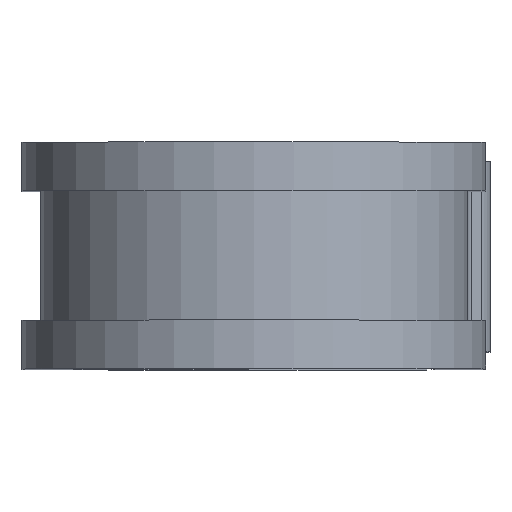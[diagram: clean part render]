
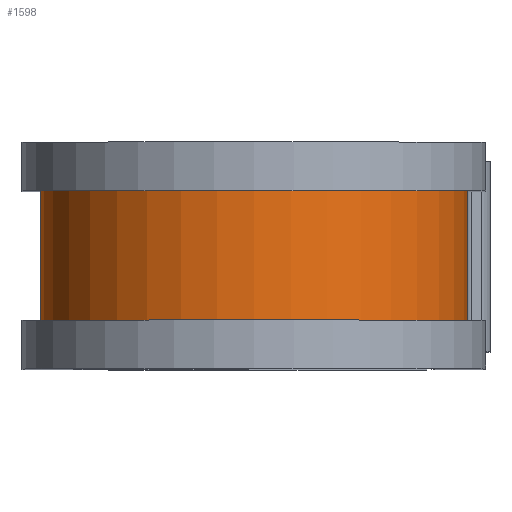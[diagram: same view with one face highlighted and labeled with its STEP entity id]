
A CAD part, top view. The second image highlights one B-rep face of the part: STEP entity #1598.
In plain terms, the highlighted cylindrical face has radius 17.818 mm (diameter 35.636 mm), a partial arc.
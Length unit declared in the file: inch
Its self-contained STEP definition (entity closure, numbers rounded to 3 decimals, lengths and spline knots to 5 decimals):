
#3 = DIRECTION ( 'NONE',  ( 0., -1., 0. ) ) ;
#57 = CARTESIAN_POINT ( 'NONE',  ( 0.7015, 0.2125, 1.187 ) ) ;
#138 = EDGE_CURVE ( 'NONE', #1077, #1600, #523, .T. ) ;
#149 = DIRECTION ( 'NONE',  ( 0., 0., -1. ) ) ;
#151 = CIRCLE ( 'NONE', #1582, 0.7015 ) ;
#215 = AXIS2_PLACEMENT_3D ( 'NONE', #237, #413, #1284 ) ;
#237 = CARTESIAN_POINT ( 'NONE',  ( 0., 0.3125, 1.187 ) ) ;
#350 = DIRECTION ( 'NONE',  ( 0., 0., -1. ) ) ;
#413 = DIRECTION ( 'NONE',  ( 0., -1., 0. ) ) ;
#446 = CYLINDRICAL_SURFACE ( 'NONE', #215, 0.7015 ) ;
#471 = ORIENTED_EDGE ( 'NONE', *, *, #2015, .T. ) ;
#523 = CIRCLE ( 'NONE', #1971, 0.7015 ) ;
#606 = EDGE_CURVE ( 'NONE', #661, #1077, #817, .T. ) ;
#661 = VERTEX_POINT ( 'NONE', #57 ) ;
#709 = CARTESIAN_POINT ( 'NONE',  ( -0.7015, 0.3125, 1.187 ) ) ;
#711 = ORIENTED_EDGE ( 'NONE', *, *, #606, .F. ) ;
#787 = VECTOR ( 'NONE', #1102, 39.37008 ) ;
#817 = LINE ( 'NONE', #943, #787 ) ;
#845 = VECTOR ( 'NONE', #1873, 39.37008 ) ;
#926 = VERTEX_POINT ( 'NONE', #1356 ) ;
#943 = CARTESIAN_POINT ( 'NONE',  ( 0.7015, 0.3125, 1.187 ) ) ;
#981 = ORIENTED_EDGE ( 'NONE', *, *, #1474, .T. ) ;
#1066 = ORIENTED_EDGE ( 'NONE', *, *, #138, .F. ) ;
#1077 = VERTEX_POINT ( 'NONE', #1791 ) ;
#1102 = DIRECTION ( 'NONE',  ( 0., -1., 0. ) ) ;
#1135 = FACE_OUTER_BOUND ( 'NONE', #2027, .T. ) ;
#1195 = DIRECTION ( 'NONE',  ( 0., -1., 0. ) ) ;
#1284 = DIRECTION ( 'NONE',  ( 0., 0., -1. ) ) ;
#1356 = CARTESIAN_POINT ( 'NONE',  ( -0.7015, 0.2125, 1.187 ) ) ;
#1474 = EDGE_CURVE ( 'NONE', #661, #926, #151, .T. ) ;
#1527 = LINE ( 'NONE', #709, #845 ) ;
#1582 = AXIS2_PLACEMENT_3D ( 'NONE', #2122, #1195, #149 ) ;
#1598 = ADVANCED_FACE ( 'NONE', ( #1135 ), #446, .T. ) ;
#1600 = VERTEX_POINT ( 'NONE', #1627 ) ;
#1627 = CARTESIAN_POINT ( 'NONE',  ( -0.7015, -0.2125, 1.187 ) ) ;
#1791 = CARTESIAN_POINT ( 'NONE',  ( 0.7015, -0.2125, 1.187 ) ) ;
#1873 = DIRECTION ( 'NONE',  ( 0., -1., 0. ) ) ;
#1971 = AXIS2_PLACEMENT_3D ( 'NONE', #2038, #3, #350 ) ;
#2015 = EDGE_CURVE ( 'NONE', #926, #1600, #1527, .T. ) ;
#2027 = EDGE_LOOP ( 'NONE', ( #711, #981, #471, #1066 ) ) ;
#2038 = CARTESIAN_POINT ( 'NONE',  ( 0., -0.2125, 1.187 ) ) ;
#2122 = CARTESIAN_POINT ( 'NONE',  ( 0., 0.2125, 1.187 ) ) ;
